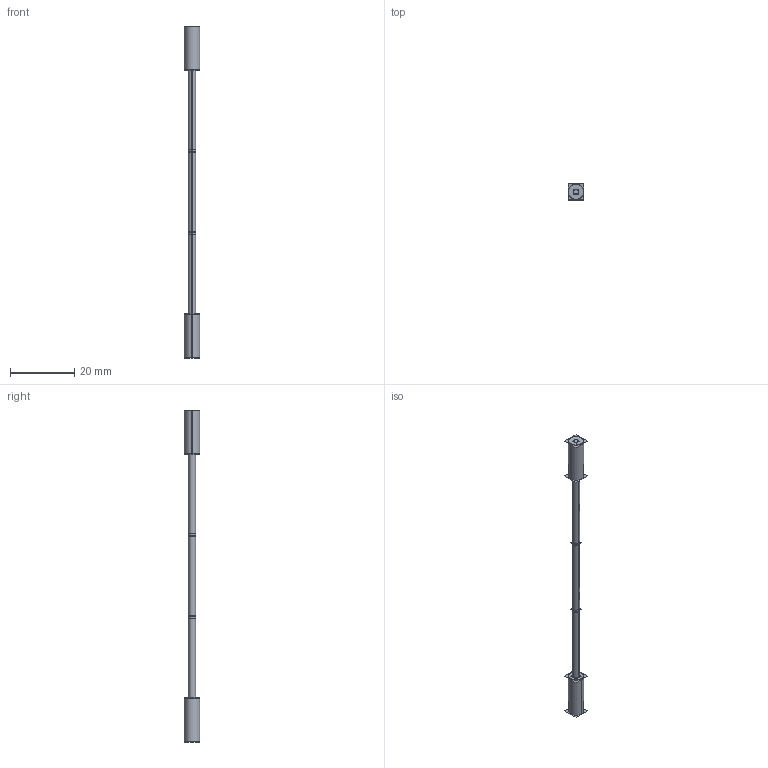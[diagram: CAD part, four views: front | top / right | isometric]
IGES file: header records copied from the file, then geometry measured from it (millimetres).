
Start section:  PTC IGES file: 193949.igs
Global section: file name: 193949.igs; native system: Creo Parametric by PTC Inc.; preprocessor: 2019292; author: PDMAdmin; organization: Unknown; date: 20200224.144152; units: millimetre
Bounding box: 4.94 x 4.94 x 103.14 mm (x, y, z)
Volume: 561.4 mm3; surface area: 6544 mm2
Topology: 7 solids, 7 shells, 92 faces, 424 edges, 544 vertices
Faces by surface type: revolution 64, bspline 28
